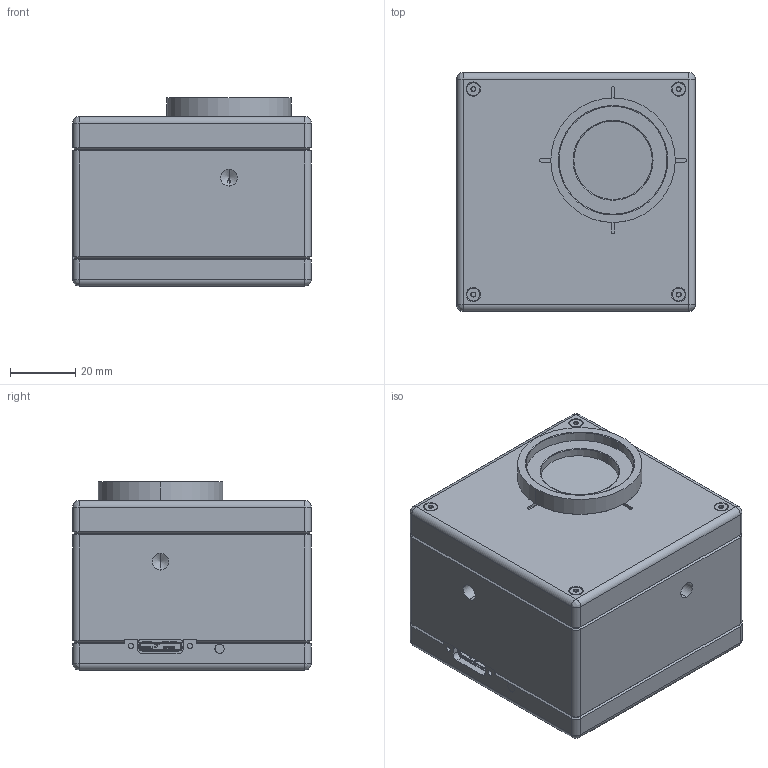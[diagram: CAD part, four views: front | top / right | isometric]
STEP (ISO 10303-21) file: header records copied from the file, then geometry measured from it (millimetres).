
FILE_DESCRIPTION (( 'STEP AP214' ), '1' );
FILE_NAME ('IR-BB.STEP', '2017-07-31T17:33:47', ( '' ), ( '' ), 'SwSTEP 2.0', 'SolidWorks 2017', '' );
FILE_SCHEMA (( 'AUTOMOTIVE_DESIGN' ));
Length unit declared in the file: inch
Products named in the file (10): NDL Filter Glass_1; IR-BB; LED; Top_NDL 1.3-20; USB3.1SS; Back; 1.3-20 Large ND Filter_ND 1; SCREW; Center
Assembly tree (16 placements, depth 3):
  IR-BB
    Top_NDL 1.3-20
    Center
    Back
    LED
    SCREW  x8
    1.3-20 Large ND Filter_ND 1
      1.3-20 Large ND Filter_ND 1
      NDL Filter Glass_1
    USB3.1SS
Bounding box: 73.03 x 73.03 x 57.58 mm (x, y, z)
Volume: 130393.2 mm3; surface area: 63642 mm2
Topology: 15 solids, 15 shells, 2058 faces, 5688 edges, 3663 vertices
Faces by surface type: cylinder 1257, plane 581, cone 172, bspline 40, sphere 8
Entity records: 56501 total; most frequent: CARTESIAN_POINT 13944, ORIENTED_EDGE 6064, DIRECTION 5687, EDGE_CURVE 3032, VERTEX_POINT 1948, AXIS2_PLACEMENT_3D 1897, VECTOR 1893, LINE 1893
